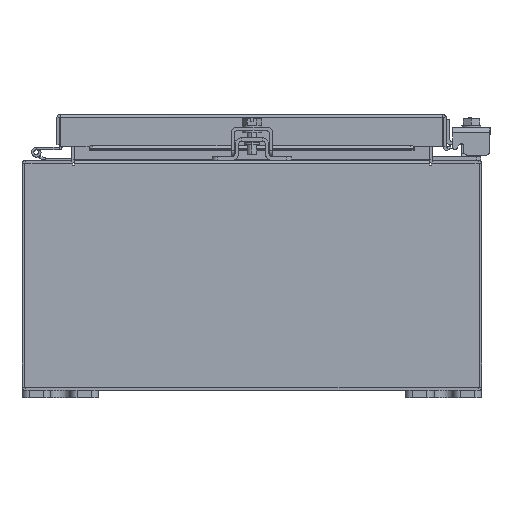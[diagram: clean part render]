
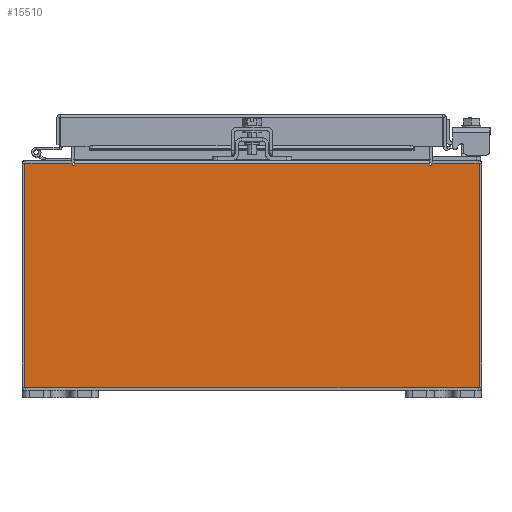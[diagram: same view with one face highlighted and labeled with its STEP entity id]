
A CAD part, front view. The second image highlights one B-rep face of the part: STEP entity #15510.
In plain terms, the highlighted face is planar.
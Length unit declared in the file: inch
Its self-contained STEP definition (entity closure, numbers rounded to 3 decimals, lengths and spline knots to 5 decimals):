
#103 = VERTEX_POINT ( 'NONE', #22798 ) ;
#243 = VERTEX_POINT ( 'NONE', #1133 ) ;
#807 = EDGE_CURVE ( 'NONE', #15182, #2102, #1132, .T. ) ;
#1132 = LINE ( 'NONE', #4963, #21280 ) ;
#1133 = CARTESIAN_POINT ( 'NONE',  ( -4.67455, 0., 2.9253 ) ) ;
#1175 = EDGE_LOOP ( 'NONE', ( #1443, #25613, #7269, #10190, #5290, #22313, #8120, #14828, #5726, #12929, #18970, #20650 ) ) ;
#1226 = CARTESIAN_POINT ( 'NONE',  ( -5.9253, 0., 2.9253 ) ) ;
#1443 = ORIENTED_EDGE ( 'NONE', *, *, #24068, .F. ) ;
#1728 = VECTOR ( 'NONE', #7916, 39.37008 ) ;
#1750 = AXIS2_PLACEMENT_3D ( 'NONE', #2214, #16253, #4213 ) ;
#2060 = CARTESIAN_POINT ( 'NONE',  ( 4.67455, 0., 0. ) ) ;
#2102 = VERTEX_POINT ( 'NONE', #25317 ) ;
#2214 = CARTESIAN_POINT ( 'NONE',  ( -4.65587, 0., 2.87495 ) ) ;
#2991 = PLANE ( 'NONE',  #14796 ) ;
#3499 = CARTESIAN_POINT ( 'NONE',  ( -4.6372, 0., 0. ) ) ;
#4213 = DIRECTION ( 'NONE',  ( 0., 0., -1. ) ) ;
#4963 = CARTESIAN_POINT ( 'NONE',  ( 4.6372, 0., 0. ) ) ;
#5205 = CIRCLE ( 'NONE', #1750, 0.01868 ) ;
#5290 = ORIENTED_EDGE ( 'NONE', *, *, #807, .F. ) ;
#5726 = ORIENTED_EDGE ( 'NONE', *, *, #16285, .T. ) ;
#5781 = LINE ( 'NONE', #14256, #11163 ) ;
#5808 = LINE ( 'NONE', #22473, #12440 ) ;
#5951 = CARTESIAN_POINT ( 'NONE',  ( 4.6372, 0., 2.87495 ) ) ;
#6827 = VERTEX_POINT ( 'NONE', #7853 ) ;
#7014 = DIRECTION ( 'NONE',  ( 0., 0., -1. ) ) ;
#7269 = ORIENTED_EDGE ( 'NONE', *, *, #18889, .F. ) ;
#7606 = DIRECTION ( 'NONE',  ( 0., 0., 1. ) ) ;
#7808 = CIRCLE ( 'NONE', #15137, 0.01868 ) ;
#7853 = CARTESIAN_POINT ( 'NONE',  ( -4.6372, 0., 2.87495 ) ) ;
#7916 = DIRECTION ( 'NONE',  ( 1., 0., 0. ) ) ;
#7987 = LINE ( 'NONE', #3499, #12078 ) ;
#8120 = ORIENTED_EDGE ( 'NONE', *, *, #10354, .F. ) ;
#8732 = LINE ( 'NONE', #22851, #18805 ) ;
#9567 = CARTESIAN_POINT ( 'NONE',  ( 5.9253, 0., -2.9253 ) ) ;
#9614 = DIRECTION ( 'NONE',  ( 0., 1., 0. ) ) ;
#9995 = EDGE_CURVE ( 'NONE', #21356, #18943, #8732, .T. ) ;
#10034 = DIRECTION ( 'NONE',  ( 0., 0., -1. ) ) ;
#10190 = ORIENTED_EDGE ( 'NONE', *, *, #24728, .T. ) ;
#10354 = EDGE_CURVE ( 'NONE', #21356, #18769, #11828, .T. ) ;
#10368 = FACE_OUTER_BOUND ( 'NONE', #1175, .T. ) ;
#10429 = CARTESIAN_POINT ( 'NONE',  ( -5.9253, 0., -2.9253 ) ) ;
#10886 = VECTOR ( 'NONE', #7606, 39.37008 ) ;
#10931 = EDGE_CURVE ( 'NONE', #6827, #103, #5205, .T. ) ;
#11163 = VECTOR ( 'NONE', #20330, 39.37008 ) ;
#11220 = VECTOR ( 'NONE', #10034, 39.37008 ) ;
#11264 = VERTEX_POINT ( 'NONE', #1226 ) ;
#11509 = LINE ( 'NONE', #11641, #10886 ) ;
#11641 = CARTESIAN_POINT ( 'NONE',  ( -4.67455, 0., 0. ) ) ;
#11828 = LINE ( 'NONE', #2060, #11220 ) ;
#12078 = VECTOR ( 'NONE', #19511, 39.37008 ) ;
#12414 = LINE ( 'NONE', #26027, #1728 ) ;
#12440 = VECTOR ( 'NONE', #20444, 39.37008 ) ;
#12929 = ORIENTED_EDGE ( 'NONE', *, *, #24787, .T. ) ;
#14090 = CARTESIAN_POINT ( 'NONE',  ( 5.9253, 0., 2.9253 ) ) ;
#14100 = LINE ( 'NONE', #14090, #24179 ) ;
#14256 = CARTESIAN_POINT ( 'NONE',  ( -5.9253, 0., -2.9253 ) ) ;
#14796 = AXIS2_PLACEMENT_3D ( 'NONE', #17035, #19066, #7014 ) ;
#14828 = ORIENTED_EDGE ( 'NONE', *, *, #9995, .T. ) ;
#15137 = AXIS2_PLACEMENT_3D ( 'NONE', #21681, #9614, #23697 ) ;
#15182 = VERTEX_POINT ( 'NONE', #5951 ) ;
#15417 = CARTESIAN_POINT ( 'NONE',  ( 4.67455, 0., 2.9253 ) ) ;
#15510 = ADVANCED_FACE ( 'NONE', ( #10368 ), #2991, .F. ) ;
#15699 = CARTESIAN_POINT ( 'NONE',  ( 5.9253, 0., 2.9253 ) ) ;
#16117 = EDGE_CURVE ( 'NONE', #18769, #15182, #7808, .T. ) ;
#16253 = DIRECTION ( 'NONE',  ( 0., 1., 0. ) ) ;
#16285 = EDGE_CURVE ( 'NONE', #18943, #22560, #14100, .T. ) ;
#17035 = CARTESIAN_POINT ( 'NONE',  ( 0., 0., 0. ) ) ;
#17208 = CARTESIAN_POINT ( 'NONE',  ( 4.67455, 0., 2.87495 ) ) ;
#18769 = VERTEX_POINT ( 'NONE', #17208 ) ;
#18805 = VECTOR ( 'NONE', #24853, 39.37008 ) ;
#18889 = EDGE_CURVE ( 'NONE', #22542, #6827, #7987, .T. ) ;
#18943 = VERTEX_POINT ( 'NONE', #15699 ) ;
#18970 = ORIENTED_EDGE ( 'NONE', *, *, #24283, .T. ) ;
#19040 = VECTOR ( 'NONE', #19794, 39.37008 ) ;
#19066 = DIRECTION ( 'NONE',  ( 0., -1., 0. ) ) ;
#19173 = VERTEX_POINT ( 'NONE', #10429 ) ;
#19511 = DIRECTION ( 'NONE',  ( 0., 0., -1. ) ) ;
#19794 = DIRECTION ( 'NONE',  ( 1., 0., 0. ) ) ;
#20330 = DIRECTION ( 'NONE',  ( -1., 0., 0. ) ) ;
#20444 = DIRECTION ( 'NONE',  ( 0., 0., 1. ) ) ;
#20650 = ORIENTED_EDGE ( 'NONE', *, *, #24668, .T. ) ;
#21280 = VECTOR ( 'NONE', #25119, 39.37008 ) ;
#21356 = VERTEX_POINT ( 'NONE', #15417 ) ;
#21681 = CARTESIAN_POINT ( 'NONE',  ( 4.65588, 0., 2.87495 ) ) ;
#22208 = DIRECTION ( 'NONE',  ( 0., 0., -1. ) ) ;
#22313 = ORIENTED_EDGE ( 'NONE', *, *, #16117, .F. ) ;
#22473 = CARTESIAN_POINT ( 'NONE',  ( -5.9253, 0., 2.9253 ) ) ;
#22542 = VERTEX_POINT ( 'NONE', #25663 ) ;
#22560 = VERTEX_POINT ( 'NONE', #9567 ) ;
#22798 = CARTESIAN_POINT ( 'NONE',  ( -4.67455, 0., 2.87495 ) ) ;
#22851 = CARTESIAN_POINT ( 'NONE',  ( -5.9253, 0., 2.9253 ) ) ;
#23697 = DIRECTION ( 'NONE',  ( 0., 0., -1. ) ) ;
#23850 = CARTESIAN_POINT ( 'NONE',  ( -5.9253, 0., 2.9253 ) ) ;
#24068 = EDGE_CURVE ( 'NONE', #103, #243, #11509, .T. ) ;
#24179 = VECTOR ( 'NONE', #22208, 39.37008 ) ;
#24283 = EDGE_CURVE ( 'NONE', #19173, #11264, #5808, .T. ) ;
#24384 = LINE ( 'NONE', #23850, #19040 ) ;
#24668 = EDGE_CURVE ( 'NONE', #11264, #243, #24384, .T. ) ;
#24728 = EDGE_CURVE ( 'NONE', #22542, #2102, #12414, .T. ) ;
#24787 = EDGE_CURVE ( 'NONE', #22560, #19173, #5781, .T. ) ;
#24853 = DIRECTION ( 'NONE',  ( 1., 0., 0. ) ) ;
#25119 = DIRECTION ( 'NONE',  ( 0., 0., 1. ) ) ;
#25317 = CARTESIAN_POINT ( 'NONE',  ( 4.6372, 0., 2.9123 ) ) ;
#25613 = ORIENTED_EDGE ( 'NONE', *, *, #10931, .F. ) ;
#25663 = CARTESIAN_POINT ( 'NONE',  ( -4.6372, 0., 2.9123 ) ) ;
#26027 = CARTESIAN_POINT ( 'NONE',  ( -4.6372, 0., 2.9123 ) ) ;
